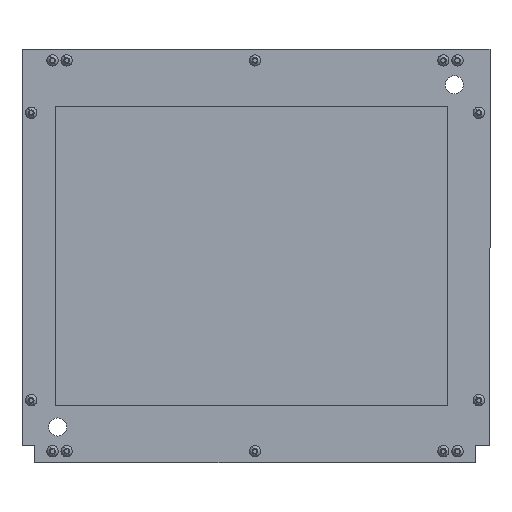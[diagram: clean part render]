
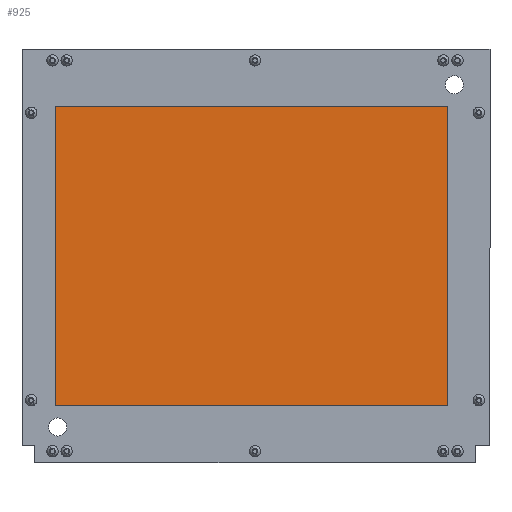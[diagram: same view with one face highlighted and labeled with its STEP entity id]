
A CAD part, front view. The second image highlights one B-rep face of the part: STEP entity #925.
In plain terms, the highlighted planar face has unit normal (0, -1, 0).
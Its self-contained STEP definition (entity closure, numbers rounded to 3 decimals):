
#111 = LINE ( 'NONE', #3395, #1680 ) ;
#145 = CARTESIAN_POINT ( 'NONE',  ( -141.75, -4.5, 105.65 ) ) ;
#159 = DIRECTION ( 'NONE',  ( 0., -1., 0. ) ) ;
#309 = CARTESIAN_POINT ( 'NONE',  ( 135.25, -4.5, -105.65 ) ) ;
#341 = VERTEX_POINT ( 'NONE', #3821 ) ;
#533 = VERTEX_POINT ( 'NONE', #2681 ) ;
#718 = DIRECTION ( 'NONE',  ( 1., 0., 0. ) ) ;
#813 = VERTEX_POINT ( 'NONE', #145 ) ;
#925 = ADVANCED_FACE ( 'NONE', ( #1086 ), #3500, .T. ) ;
#954 = DIRECTION ( 'NONE',  ( 0., 0., -1. ) ) ;
#979 = VECTOR ( 'NONE', #718, 1000. ) ;
#1086 = FACE_OUTER_BOUND ( 'NONE', #2936, .T. ) ;
#1132 = ORIENTED_EDGE ( 'NONE', *, *, #1241, .T. ) ;
#1233 = VECTOR ( 'NONE', #2682, 1000. ) ;
#1241 = EDGE_CURVE ( 'NONE', #1988, #533, #3400, .T. ) ;
#1308 = LINE ( 'NONE', #1543, #1500 ) ;
#1406 = AXIS2_PLACEMENT_3D ( 'NONE', #3136, #159, #2273 ) ;
#1500 = VECTOR ( 'NONE', #954, 1000. ) ;
#1543 = CARTESIAN_POINT ( 'NONE',  ( -141.75, -4.5, -105.65 ) ) ;
#1680 = VECTOR ( 'NONE', #3222, 1000. ) ;
#1843 = EDGE_CURVE ( 'NONE', #533, #341, #2971, .T. ) ;
#1988 = VERTEX_POINT ( 'NONE', #2117 ) ;
#2021 = ORIENTED_EDGE ( 'NONE', *, *, #3313, .T. ) ;
#2117 = CARTESIAN_POINT ( 'NONE',  ( -141.75, -4.5, -105.65 ) ) ;
#2273 = DIRECTION ( 'NONE',  ( 0., 0., -1. ) ) ;
#2474 = CARTESIAN_POINT ( 'NONE',  ( 135.25, -4.5, -105.65 ) ) ;
#2681 = CARTESIAN_POINT ( 'NONE',  ( 135.25, -4.5, -105.65 ) ) ;
#2682 = DIRECTION ( 'NONE',  ( 0., 0., 1. ) ) ;
#2885 = ORIENTED_EDGE ( 'NONE', *, *, #1843, .T. ) ;
#2936 = EDGE_LOOP ( 'NONE', ( #2885, #3699, #2021, #1132 ) ) ;
#2971 = LINE ( 'NONE', #309, #1233 ) ;
#3136 = CARTESIAN_POINT ( 'NONE',  ( 135.25, -4.5, 105.65 ) ) ;
#3222 = DIRECTION ( 'NONE',  ( -1., 0., 0. ) ) ;
#3230 = EDGE_CURVE ( 'NONE', #341, #813, #111, .T. ) ;
#3313 = EDGE_CURVE ( 'NONE', #813, #1988, #1308, .T. ) ;
#3395 = CARTESIAN_POINT ( 'NONE',  ( 135.25, -4.5, 105.65 ) ) ;
#3400 = LINE ( 'NONE', #2474, #979 ) ;
#3500 = PLANE ( 'NONE',  #1406 ) ;
#3699 = ORIENTED_EDGE ( 'NONE', *, *, #3230, .T. ) ;
#3821 = CARTESIAN_POINT ( 'NONE',  ( 135.25, -4.5, 105.65 ) ) ;
